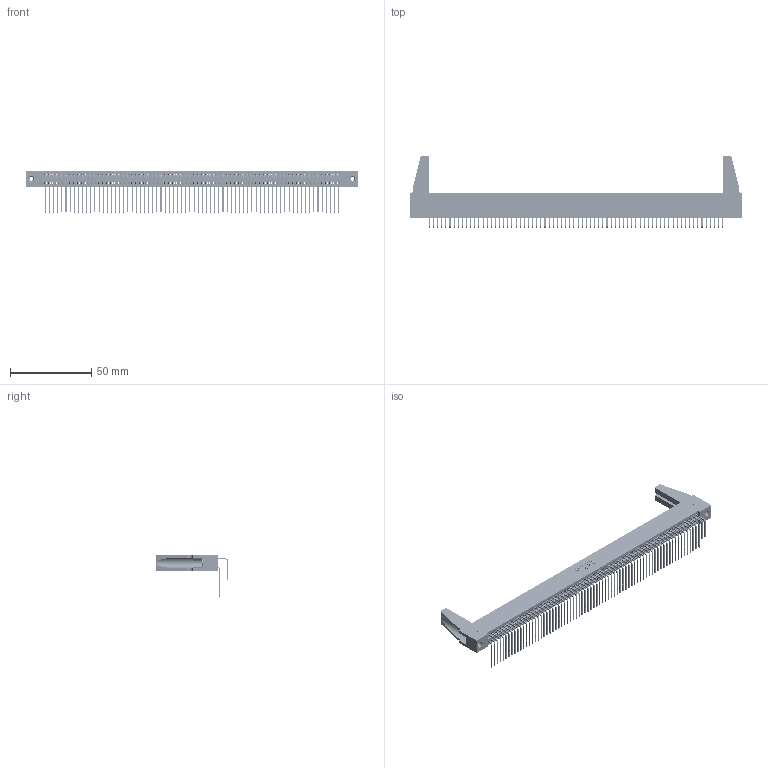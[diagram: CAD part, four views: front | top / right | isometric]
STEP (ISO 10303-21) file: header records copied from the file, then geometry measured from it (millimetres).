
FILE_DESCRIPTION (( 'STEP AP203' ), '1' );
FILE_NAME ('395-144-558-288.STEP', '2019-10-30T17:10:38', ( '' ), ( '' ), 'SwSTEP 2.0', 'SolidWorks 2016', '' );
FILE_SCHEMA (( 'CONFIG_CONTROL_DESIGN' ));
Length unit declared in the file: inch
Products named in the file (6): 345-220-078_345-220-088; 395-144-558-288; 345 Part_Flush Mounting Lugs - 0.156 Dia-TH; 345-292-001_558 559 Tail - 1; 345-292-001_558 Tail - 2; 345-250-001_345-250-001-102
Assembly tree (149 placements, depth 2):
  395-144-558-288
    345 Part_Flush Mounting Lugs - 0.156 Dia-TH
    345-292-001_558 559 Tail - 1  x72
    345-292-001_558 Tail - 2  x72
    345-250-001_345-250-001-102  x2
    345-220-078_345-220-088  x2
Bounding box: 204.11 x 44.69 x 25.53 mm (x, y, z)
Volume: 24189.5 mm3; surface area: 38557.9 mm2
Topology: 149 solids, 149 shells, 7738 faces, 22975 edges, 15114 vertices
Faces by surface type: plane 5192, cylinder 2530, cone 12, torus 4
Entity records: 56254 total; most frequent: CARTESIAN_POINT 9441, ORIENTED_EDGE 9284, DIRECTION 8266, EDGE_CURVE 4642, LINE 4140, VECTOR 4140, VERTEX_POINT 3086, AXIS2_PLACEMENT_3D 2063
